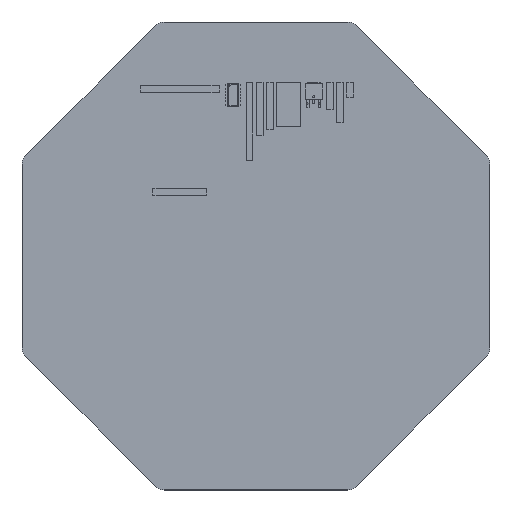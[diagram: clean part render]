
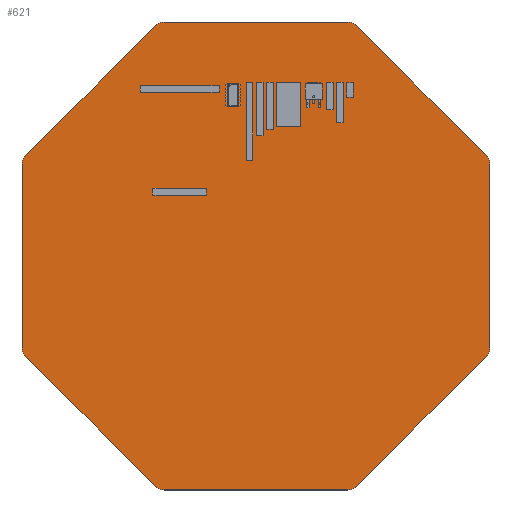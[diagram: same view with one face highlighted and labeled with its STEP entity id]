
A CAD part, top view. The second image highlights one B-rep face of the part: STEP entity #621.
In plain terms, the highlighted planar face has unit normal (0, 0, 1).
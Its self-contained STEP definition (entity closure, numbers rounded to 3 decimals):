
#92 = VERTEX_POINT('',#93);
#93 = CARTESIAN_POINT('',(-62.832,-134.91,0.411));
#99 = EDGE_CURVE('',#92,#100,#102,.T.);
#100 = VERTEX_POINT('',#101);
#101 = CARTESIAN_POINT('',(-114.023,-83.719,0.411));
#102 = LINE('',#103,#104);
#103 = CARTESIAN_POINT('',(-62.832,-134.91,0.411));
#104 = VECTOR('',#105,1.);
#105 = DIRECTION('',(-0.707,0.707,0.));
#130 = EDGE_CURVE('',#100,#131,#133,.T.);
#131 = VERTEX_POINT('',#132);
#132 = CARTESIAN_POINT('',(-115.487,-80.183,0.411));
#133 = CIRCLE('',#134,4.995);
#134 = AXIS2_PLACEMENT_3D('',#135,#136,#137);
#135 = CARTESIAN_POINT('',(-110.492,-80.186,0.411));
#136 = DIRECTION('',(0.,0.,-1.));
#137 = DIRECTION('',(-0.707,-0.707,0.));
#163 = EDGE_CURVE('',#131,#164,#166,.T.);
#164 = VERTEX_POINT('',#165);
#165 = CARTESIAN_POINT('',(-115.487,-7.789,0.411));
#166 = LINE('',#167,#168);
#167 = CARTESIAN_POINT('',(-115.487,-80.183,0.411));
#168 = VECTOR('',#169,1.);
#169 = DIRECTION('',(0.,1.,0.));
#194 = EDGE_CURVE('',#164,#195,#197,.T.);
#195 = VERTEX_POINT('',#196);
#196 = CARTESIAN_POINT('',(-114.023,-4.253,0.411));
#197 = CIRCLE('',#198,4.995);
#198 = AXIS2_PLACEMENT_3D('',#199,#200,#201);
#199 = CARTESIAN_POINT('',(-110.492,-7.786,0.411));
#200 = DIRECTION('',(0.,0.,-1.));
#201 = DIRECTION('',(-1.,-0.001,0.));
#227 = EDGE_CURVE('',#195,#228,#230,.T.);
#228 = VERTEX_POINT('',#229);
#229 = CARTESIAN_POINT('',(-62.832,46.937,0.411));
#230 = LINE('',#231,#232);
#231 = CARTESIAN_POINT('',(-114.023,-4.253,0.411));
#232 = VECTOR('',#233,1.);
#233 = DIRECTION('',(0.707,0.707,0.));
#258 = EDGE_CURVE('',#228,#259,#261,.T.);
#259 = VERTEX_POINT('',#260);
#260 = CARTESIAN_POINT('',(-59.297,48.402,0.411));
#261 = CIRCLE('',#262,5.001);
#262 = AXIS2_PLACEMENT_3D('',#263,#264,#265);
#263 = CARTESIAN_POINT('',(-59.295,43.401,0.411));
#264 = DIRECTION('',(0.,0.,-1.));
#265 = DIRECTION('',(-0.707,0.707,0.));
#291 = EDGE_CURVE('',#259,#292,#294,.T.);
#292 = VERTEX_POINT('',#293);
#293 = CARTESIAN_POINT('',(13.098,48.402,0.411));
#294 = LINE('',#295,#296);
#295 = CARTESIAN_POINT('',(-59.297,48.402,0.411));
#296 = VECTOR('',#297,1.);
#297 = DIRECTION('',(1.,0.,0.));
#322 = EDGE_CURVE('',#292,#323,#325,.T.);
#323 = VERTEX_POINT('',#324);
#324 = CARTESIAN_POINT('',(16.633,46.937,0.411));
#325 = CIRCLE('',#326,5.001);
#326 = AXIS2_PLACEMENT_3D('',#327,#328,#329);
#327 = CARTESIAN_POINT('',(13.096,43.401,0.411));
#328 = DIRECTION('',(0.,0.,-1.));
#329 = DIRECTION('',(0.,1.,0.));
#355 = EDGE_CURVE('',#323,#356,#358,.T.);
#356 = VERTEX_POINT('',#357);
#357 = CARTESIAN_POINT('',(67.824,-4.253,0.411));
#358 = LINE('',#359,#360);
#359 = CARTESIAN_POINT('',(16.633,46.937,0.411));
#360 = VECTOR('',#361,1.);
#361 = DIRECTION('',(0.707,-0.707,0.));
#386 = EDGE_CURVE('',#356,#387,#389,.T.);
#387 = VERTEX_POINT('',#388);
#388 = CARTESIAN_POINT('',(69.288,-7.789,0.411));
#389 = CIRCLE('',#390,4.995);
#390 = AXIS2_PLACEMENT_3D('',#391,#392,#393);
#391 = CARTESIAN_POINT('',(64.293,-7.786,0.411));
#392 = DIRECTION('',(0.,0.,-1.));
#393 = DIRECTION('',(0.707,0.707,0.));
#419 = EDGE_CURVE('',#387,#420,#422,.T.);
#420 = VERTEX_POINT('',#421);
#421 = CARTESIAN_POINT('',(69.288,-80.183,0.411));
#422 = LINE('',#423,#424);
#423 = CARTESIAN_POINT('',(69.288,-7.789,0.411));
#424 = VECTOR('',#425,1.);
#425 = DIRECTION('',(0.,-1.,0.));
#450 = EDGE_CURVE('',#420,#451,#453,.T.);
#451 = VERTEX_POINT('',#452);
#452 = CARTESIAN_POINT('',(67.824,-83.719,0.411));
#453 = CIRCLE('',#454,4.995);
#454 = AXIS2_PLACEMENT_3D('',#455,#456,#457);
#455 = CARTESIAN_POINT('',(64.293,-80.186,0.411));
#456 = DIRECTION('',(0.,0.,-1.));
#457 = DIRECTION('',(1.,0.001,0.));
#483 = EDGE_CURVE('',#451,#484,#486,.T.);
#484 = VERTEX_POINT('',#485);
#485 = CARTESIAN_POINT('',(16.633,-134.91,0.411));
#486 = LINE('',#487,#488);
#487 = CARTESIAN_POINT('',(67.824,-83.719,0.411));
#488 = VECTOR('',#489,1.);
#489 = DIRECTION('',(-0.707,-0.707,0.));
#514 = EDGE_CURVE('',#484,#515,#517,.T.);
#515 = VERTEX_POINT('',#516);
#516 = CARTESIAN_POINT('',(13.098,-136.374,0.411));
#517 = CIRCLE('',#518,5.006);
#518 = AXIS2_PLACEMENT_3D('',#519,#520,#521);
#519 = CARTESIAN_POINT('',(13.095,-131.368,0.411));
#520 = DIRECTION('',(0.,0.,-1.));
#521 = DIRECTION('',(0.707,-0.708,0.));
#547 = EDGE_CURVE('',#515,#548,#550,.T.);
#548 = VERTEX_POINT('',#549);
#549 = CARTESIAN_POINT('',(-59.297,-136.374,0.411));
#550 = LINE('',#551,#552);
#551 = CARTESIAN_POINT('',(13.098,-136.374,0.411));
#552 = VECTOR('',#553,1.);
#553 = DIRECTION('',(-1.,0.,0.));
#578 = EDGE_CURVE('',#548,#92,#579,.T.);
#579 = CIRCLE('',#580,5.006);
#580 = AXIS2_PLACEMENT_3D('',#581,#582,#583);
#581 = CARTESIAN_POINT('',(-59.294,-131.368,0.411));
#582 = DIRECTION('',(0.,0.,-1.));
#583 = DIRECTION('',(-0.001,-1.,0.));
#621 = ADVANCED_FACE('',(#622),#640,.T.);
#622 = FACE_BOUND('',#623,.F.);
#623 = EDGE_LOOP('',(#624,#625,#626,#627,#628,#629,#630,#631,#632,#633,
    #634,#635,#636,#637,#638,#639));
#624 = ORIENTED_EDGE('',*,*,#99,.T.);
#625 = ORIENTED_EDGE('',*,*,#130,.T.);
#626 = ORIENTED_EDGE('',*,*,#163,.T.);
#627 = ORIENTED_EDGE('',*,*,#194,.T.);
#628 = ORIENTED_EDGE('',*,*,#227,.T.);
#629 = ORIENTED_EDGE('',*,*,#258,.T.);
#630 = ORIENTED_EDGE('',*,*,#291,.T.);
#631 = ORIENTED_EDGE('',*,*,#322,.T.);
#632 = ORIENTED_EDGE('',*,*,#355,.T.);
#633 = ORIENTED_EDGE('',*,*,#386,.T.);
#634 = ORIENTED_EDGE('',*,*,#419,.T.);
#635 = ORIENTED_EDGE('',*,*,#450,.T.);
#636 = ORIENTED_EDGE('',*,*,#483,.T.);
#637 = ORIENTED_EDGE('',*,*,#514,.T.);
#638 = ORIENTED_EDGE('',*,*,#547,.T.);
#639 = ORIENTED_EDGE('',*,*,#578,.T.);
#640 = PLANE('',#641);
#641 = AXIS2_PLACEMENT_3D('',#642,#643,#644);
#642 = CARTESIAN_POINT('',(-62.832,-134.91,0.411));
#643 = DIRECTION('',(0.,0.,1.));
#644 = DIRECTION('',(1.,0.,0.));
